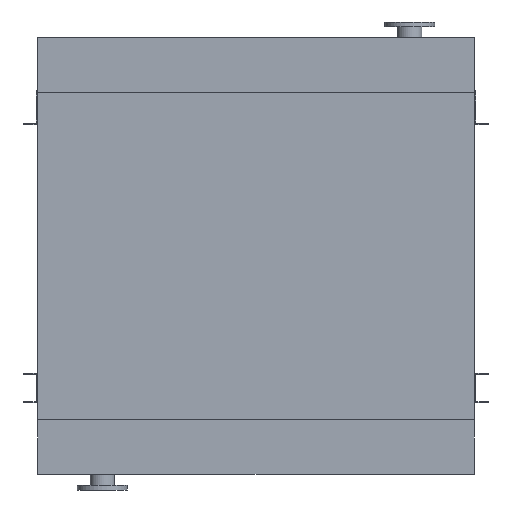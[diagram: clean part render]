
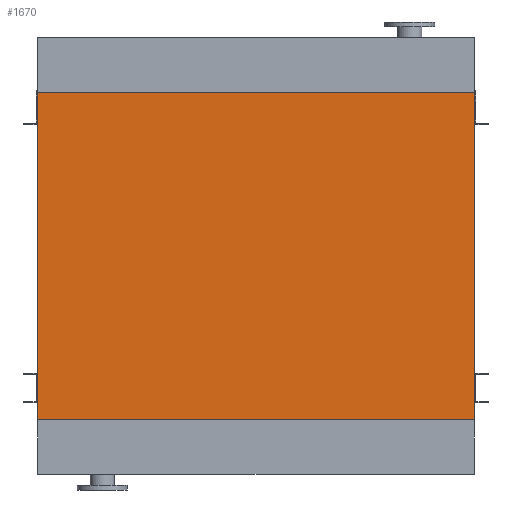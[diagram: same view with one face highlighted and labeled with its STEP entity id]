
A CAD part, front view. The second image highlights one B-rep face of the part: STEP entity #1670.
In plain terms, the highlighted planar face has unit normal (0, -1, 0).
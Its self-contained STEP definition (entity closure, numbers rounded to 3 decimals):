
#36 = DIRECTION ( 'NONE',  ( 0., 0., 1. ) ) ;
#123 = LINE ( 'NONE', #10127, #13155 ) ;
#607 = LINE ( 'NONE', #12826, #9941 ) ;
#1245 = VERTEX_POINT ( 'NONE', #2161 ) ;
#1670 = ADVANCED_FACE ( 'NONE', ( #6477 ), #12691, .T. ) ;
#1848 = AXIS2_PLACEMENT_3D ( 'NONE', #4339, #7607, #7413 ) ;
#2161 = CARTESIAN_POINT ( 'NONE',  ( 965., 0., 0. ) ) ;
#2271 = ORIENTED_EDGE ( 'NONE', *, *, #3292, .T. ) ;
#2522 = CARTESIAN_POINT ( 'NONE',  ( 965., 0., -1450. ) ) ;
#3292 = EDGE_CURVE ( 'NONE', #6870, #1245, #10421, .T. ) ;
#3480 = ORIENTED_EDGE ( 'NONE', *, *, #9119, .F. ) ;
#4064 = EDGE_LOOP ( 'NONE', ( #6664, #3480, #7504, #2271 ) ) ;
#4339 = CARTESIAN_POINT ( 'NONE',  ( -965., 0., -1450. ) ) ;
#6288 = CARTESIAN_POINT ( 'NONE',  ( -965., 0., 0. ) ) ;
#6477 = FACE_OUTER_BOUND ( 'NONE', #4064, .T. ) ;
#6664 = ORIENTED_EDGE ( 'NONE', *, *, #8122, .F. ) ;
#6870 = VERTEX_POINT ( 'NONE', #8617 ) ;
#7413 = DIRECTION ( 'NONE',  ( 0., 0., -1. ) ) ;
#7504 = ORIENTED_EDGE ( 'NONE', *, *, #8337, .T. ) ;
#7607 = DIRECTION ( 'NONE',  ( 0., -1., 0. ) ) ;
#8092 = LINE ( 'NONE', #9162, #9529 ) ;
#8122 = EDGE_CURVE ( 'NONE', #11395, #1245, #607, .T. ) ;
#8337 = EDGE_CURVE ( 'NONE', #10419, #6870, #123, .T. ) ;
#8468 = DIRECTION ( 'NONE',  ( 1., 0., 0. ) ) ;
#8617 = CARTESIAN_POINT ( 'NONE',  ( 965., 0., -1450. ) ) ;
#9119 = EDGE_CURVE ( 'NONE', #10419, #11395, #8092, .T. ) ;
#9162 = CARTESIAN_POINT ( 'NONE',  ( -965., 0., -1450. ) ) ;
#9529 = VECTOR ( 'NONE', #36, 1000. ) ;
#9941 = VECTOR ( 'NONE', #8468, 1000. ) ;
#10127 = CARTESIAN_POINT ( 'NONE',  ( -965., 0., -1450. ) ) ;
#10333 = DIRECTION ( 'NONE',  ( 1., 0., 0. ) ) ;
#10365 = CARTESIAN_POINT ( 'NONE',  ( -965., 0., -1450. ) ) ;
#10419 = VERTEX_POINT ( 'NONE', #10365 ) ;
#10421 = LINE ( 'NONE', #2522, #12347 ) ;
#11395 = VERTEX_POINT ( 'NONE', #6288 ) ;
#11553 = DIRECTION ( 'NONE',  ( 0., 0., 1. ) ) ;
#12347 = VECTOR ( 'NONE', #11553, 1000. ) ;
#12691 = PLANE ( 'NONE',  #1848 ) ;
#12826 = CARTESIAN_POINT ( 'NONE',  ( -965., 0., 0. ) ) ;
#13155 = VECTOR ( 'NONE', #10333, 1000. ) ;
